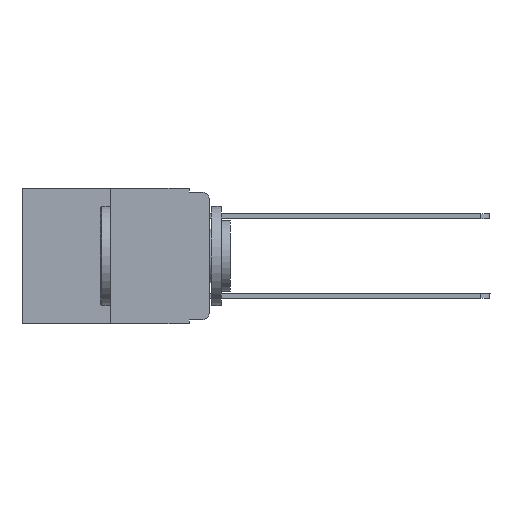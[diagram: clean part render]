
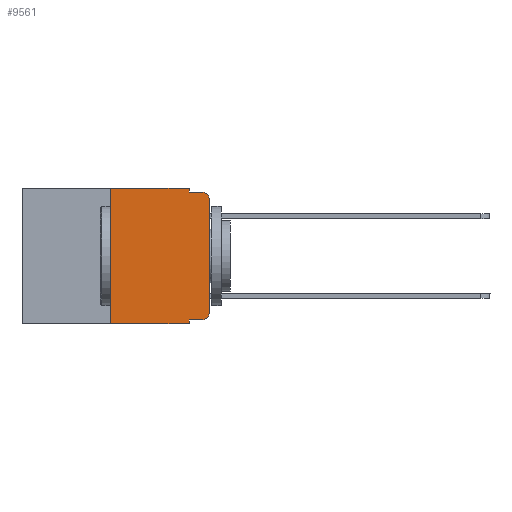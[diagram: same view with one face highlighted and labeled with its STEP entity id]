
A CAD part, left-side view. The second image highlights one B-rep face of the part: STEP entity #9561.
In plain terms, the highlighted planar face has unit normal (-1, 0, 0).
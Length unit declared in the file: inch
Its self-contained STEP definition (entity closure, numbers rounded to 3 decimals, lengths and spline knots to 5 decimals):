
#57 = LINE ( 'NONE', #6575, #1222 ) ;
#258 = DIRECTION ( 'NONE',  ( -1., 0., 0. ) ) ;
#480 = VECTOR ( 'NONE', #1566, 39.37008 ) ;
#504 = CARTESIAN_POINT ( 'NONE',  ( 0., 0., -0.03 ) ) ;
#685 = ORIENTED_EDGE ( 'NONE', *, *, #3014, .F. ) ;
#690 = EDGE_CURVE ( 'NONE', #6419, #10121, #4468, .T. ) ;
#1207 = CARTESIAN_POINT ( 'NONE',  ( 0., 0.051, 0. ) ) ;
#1222 = VECTOR ( 'NONE', #3256, 39.37008 ) ;
#1326 = EDGE_CURVE ( 'NONE', #10121, #13099, #1663, .T. ) ;
#1489 = EDGE_CURVE ( 'NONE', #7397, #13102, #57, .T. ) ;
#1566 = DIRECTION ( 'NONE',  ( 0., 0., 1. ) ) ;
#1663 = CIRCLE ( 'NONE', #3761, 0.02 ) ;
#1703 = DIRECTION ( 'NONE',  ( 0., -1., 0. ) ) ;
#1852 = CARTESIAN_POINT ( 'NONE',  ( 0., 0.25, 0. ) ) ;
#1922 = DIRECTION ( 'NONE',  ( 0., 0., -1. ) ) ;
#2023 = VECTOR ( 'NONE', #5683, 39.37008 ) ;
#2471 = CARTESIAN_POINT ( 'NONE',  ( 0., 0.02, -0.333 ) ) ;
#2583 = EDGE_LOOP ( 'NONE', ( #5925, #10186, #13028, #3223, #9557, #8965, #10146, #685, #11805, #6316 ) ) ;
#2943 = DIRECTION ( 'NONE',  ( 0., 0., 1. ) ) ;
#2959 = LINE ( 'NONE', #7248, #5027 ) ;
#3014 = EDGE_CURVE ( 'NONE', #6419, #13102, #10101, .T. ) ;
#3137 = VECTOR ( 'NONE', #13024, 39.37008 ) ;
#3223 = ORIENTED_EDGE ( 'NONE', *, *, #9836, .F. ) ;
#3256 = DIRECTION ( 'NONE',  ( 0., -1., 0. ) ) ;
#3706 = EDGE_CURVE ( 'NONE', #11484, #14622, #14057, .T. ) ;
#3761 = AXIS2_PLACEMENT_3D ( 'NONE', #7184, #9493, #9275 ) ;
#3826 = AXIS2_PLACEMENT_3D ( 'NONE', #7533, #4257, #1922 ) ;
#3850 = CARTESIAN_POINT ( 'NONE',  ( 0., 0., -0.313 ) ) ;
#4257 = DIRECTION ( 'NONE',  ( 1., 0., 0. ) ) ;
#4393 = CARTESIAN_POINT ( 'NONE',  ( 0., 0.051, -0.333 ) ) ;
#4468 = LINE ( 'NONE', #4393, #7148 ) ;
#4549 = CARTESIAN_POINT ( 'NONE',  ( 0., 0.25, 0. ) ) ;
#4742 = CARTESIAN_POINT ( 'NONE',  ( 0., 0.051, -0.343 ) ) ;
#5027 = VECTOR ( 'NONE', #1703, 39.37008 ) ;
#5139 = DIRECTION ( 'NONE',  ( 0., -1., 0. ) ) ;
#5254 = VERTEX_POINT ( 'NONE', #7983 ) ;
#5377 = CARTESIAN_POINT ( 'NONE',  ( 0., 0.02, -0.01 ) ) ;
#5683 = DIRECTION ( 'NONE',  ( 0., 0., -1. ) ) ;
#5925 = ORIENTED_EDGE ( 'NONE', *, *, #12345, .T. ) ;
#6023 = LINE ( 'NONE', #10670, #3137 ) ;
#6220 = VECTOR ( 'NONE', #2943, 39.37008 ) ;
#6316 = ORIENTED_EDGE ( 'NONE', *, *, #1326, .T. ) ;
#6419 = VERTEX_POINT ( 'NONE', #14372 ) ;
#6575 = CARTESIAN_POINT ( 'NONE',  ( 0., 0.473, -0.343 ) ) ;
#6708 = CARTESIAN_POINT ( 'NONE',  ( 0., 0.02, -0.03 ) ) ;
#6912 = DIRECTION ( 'NONE',  ( 0., -1., 0. ) ) ;
#7148 = VECTOR ( 'NONE', #6912, 39.37008 ) ;
#7184 = CARTESIAN_POINT ( 'NONE',  ( 0., 0.02, -0.313 ) ) ;
#7232 = LINE ( 'NONE', #8565, #6220 ) ;
#7245 = VECTOR ( 'NONE', #5139, 39.37008 ) ;
#7248 = CARTESIAN_POINT ( 'NONE',  ( 0., 0.051, -0.01 ) ) ;
#7354 = EDGE_CURVE ( 'NONE', #7397, #11484, #12017, .T. ) ;
#7397 = VERTEX_POINT ( 'NONE', #13121 ) ;
#7533 = CARTESIAN_POINT ( 'NONE',  ( 0., 0.473, 0. ) ) ;
#7844 = PLANE ( 'NONE',  #3826 ) ;
#7921 = VERTEX_POINT ( 'NONE', #5377 ) ;
#7983 = CARTESIAN_POINT ( 'NONE',  ( 0., 0.051, -0.01 ) ) ;
#8427 = CARTESIAN_POINT ( 'NONE',  ( 0., 0.473, 0. ) ) ;
#8565 = CARTESIAN_POINT ( 'NONE',  ( 0., 0., 0. ) ) ;
#8965 = ORIENTED_EDGE ( 'NONE', *, *, #7354, .F. ) ;
#9275 = DIRECTION ( 'NONE',  ( 0., 0., -1. ) ) ;
#9493 = DIRECTION ( 'NONE',  ( -1., 0., 0. ) ) ;
#9557 = ORIENTED_EDGE ( 'NONE', *, *, #3706, .F. ) ;
#9561 = ADVANCED_FACE ( 'NONE', ( #12165 ), #7844, .F. ) ;
#9780 = EDGE_CURVE ( 'NONE', #11917, #7921, #10981, .T. ) ;
#9836 = EDGE_CURVE ( 'NONE', #14622, #5254, #6023, .T. ) ;
#10101 = LINE ( 'NONE', #1207, #2023 ) ;
#10121 = VERTEX_POINT ( 'NONE', #2471 ) ;
#10146 = ORIENTED_EDGE ( 'NONE', *, *, #1489, .T. ) ;
#10186 = ORIENTED_EDGE ( 'NONE', *, *, #9780, .T. ) ;
#10261 = CARTESIAN_POINT ( 'NONE',  ( 0., 0.051, 0. ) ) ;
#10670 = CARTESIAN_POINT ( 'NONE',  ( 0., 0.051, 0. ) ) ;
#10981 = CIRCLE ( 'NONE', #13096, 0.02 ) ;
#11484 = VERTEX_POINT ( 'NONE', #4549 ) ;
#11805 = ORIENTED_EDGE ( 'NONE', *, *, #690, .T. ) ;
#11853 = EDGE_CURVE ( 'NONE', #5254, #7921, #2959, .T. ) ;
#11917 = VERTEX_POINT ( 'NONE', #504 ) ;
#12017 = LINE ( 'NONE', #1852, #480 ) ;
#12165 = FACE_OUTER_BOUND ( 'NONE', #2583, .T. ) ;
#12345 = EDGE_CURVE ( 'NONE', #13099, #11917, #7232, .T. ) ;
#13024 = DIRECTION ( 'NONE',  ( 0., 0., -1. ) ) ;
#13028 = ORIENTED_EDGE ( 'NONE', *, *, #11853, .F. ) ;
#13096 = AXIS2_PLACEMENT_3D ( 'NONE', #6708, #258, #13551 ) ;
#13099 = VERTEX_POINT ( 'NONE', #3850 ) ;
#13102 = VERTEX_POINT ( 'NONE', #4742 ) ;
#13121 = CARTESIAN_POINT ( 'NONE',  ( 0., 0.25, -0.343 ) ) ;
#13551 = DIRECTION ( 'NONE',  ( 0., 0., -1. ) ) ;
#14057 = LINE ( 'NONE', #8427, #7245 ) ;
#14372 = CARTESIAN_POINT ( 'NONE',  ( 0., 0.051, -0.333 ) ) ;
#14622 = VERTEX_POINT ( 'NONE', #10261 ) ;
